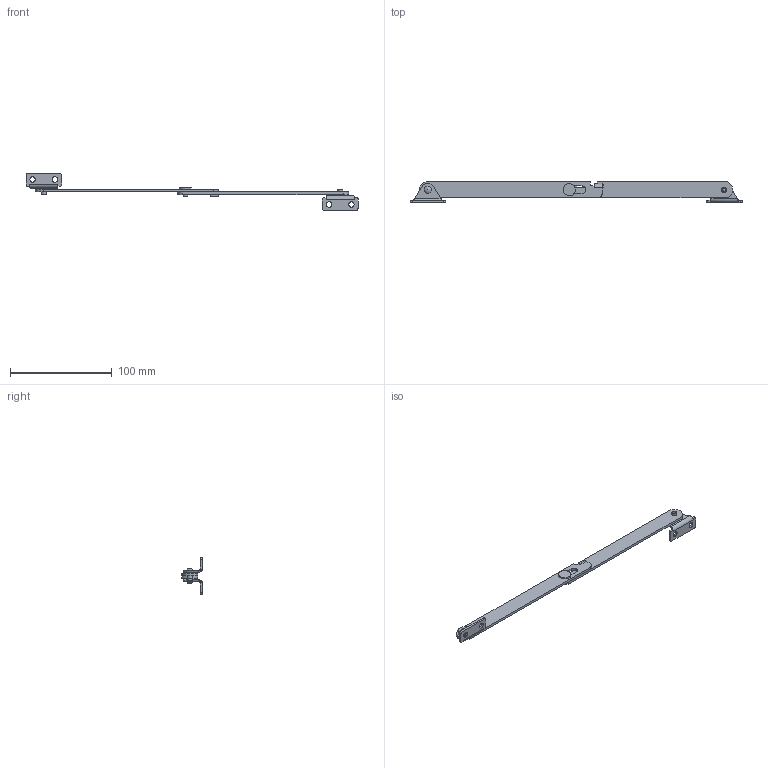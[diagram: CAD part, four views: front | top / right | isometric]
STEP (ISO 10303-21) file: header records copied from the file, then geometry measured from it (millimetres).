
FILE_DESCRIPTION( ( 'STEP AP203' ), '1' );
FILE_NAME( ' ', ' ', ( ' ' ), ( ' ' ), 'PSStep 10.0', ' ', ' ' );
FILE_SCHEMA( ( 'CONFIG_CONTROL_DESIGN' ) );
Length unit declared in the file: millimetre
Products named in the file (9): 1; 2; 3; 4; 5; 6; 7; 8; 9
Bounding box: 327.1 x 20.3 x 36.6 mm (x, y, z)
Volume: 16448.9 mm3; surface area: 17112.4 mm2
Topology: 9 solids, 9 shells, 117 faces, 265 edges, 171 vertices
Faces by surface type: plane 64, cylinder 43, bspline 5, torus 2, sphere 2, cone 1
Full cylindrical faces by diameter (mm): 3 x2, 4.4 x1, 4.6 x1, 4.9 x2, 5.1 x2, 5.4 x4, 5.5 x4, 10 x2, 12 x1
Entity records: 3628 total; most frequent: CARTESIAN_POINT 616, DIRECTION 573, ORIENTED_EDGE 472, EDGE_CURVE 236, AXIS2_PLACEMENT_3D 216, EDGE_LOOP 171, VERTEX_POINT 167, LINE 141
